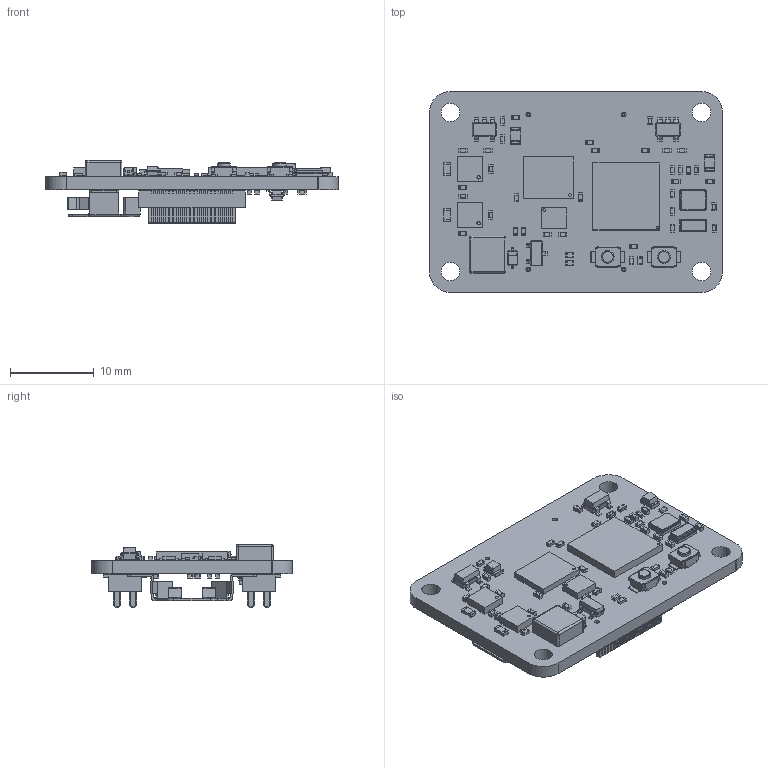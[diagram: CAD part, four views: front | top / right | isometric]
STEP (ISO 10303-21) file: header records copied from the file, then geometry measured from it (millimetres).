
FILE_DESCRIPTION(('KiCad electronic assembly'),'2;1');
FILE_NAME('Pivot_Core_3D.step','2025-09-01T13:14:20',('Pcbnew'),('Kicad' ),'Open CASCADE STEP processor 7.7','KiCad to STEP converter', 'Unknown');
FILE_SCHEMA(('AUTOMOTIVE_DESIGN { 1 0 10303 214 1 1 1 1 }'));
Length unit declared in the file: millimetre
Products named in the file (36): Pivot_Core_3D 1; C_0402_1005Metric; R_0402_1005Metric; Crystal_SMD_3215-2Pin_3.2x1.5mm; TFBGA-100_8x8mm_Layout10x10_P0.8mm; TFBGA_100_8x8mm_Layout10x10_P08mm; SOT-23; SOT_23; WSON-8-1EP_6x5mm_P1.27mm_EP3.4x4.3mm; Crystal_SMD_3225-4Pin_3.2x2.5mm; SW_SPST_B3U-1000P; LED_0805_2012Metric; R_0603_1608Metric; SOT-23-5; SOT_23_5; TCAN1051HGVDRBRQ1; DRB8B; D_SOD-323; D_SOD_323; L_Abracon_ASPIAIG-F4020; BMI270; B2B-P0.5-40P-M; B2B-P0.5-40P-M v10; CR927-Clip; CR927-Clip v7; Pivot_Core_PCB
Assembly tree (87 placements, depth 3):
  Pivot_Core_3D 1
    C_0402_1005Metric  x31
      C_0402_1005Metric
    R_0402_1005Metric  x16
      R_0402_1005Metric
    Crystal_SMD_3215-2Pin_3.2x1.5mm
      Crystal_SMD_3215-2Pin_3.2x1.5mm
    TFBGA-100_8x8mm_Layout10x10_P0.8mm
      TFBGA_100_8x8mm_Layout10x10_P08mm
    SOT-23  x2
      SOT_23
    WSON-8-1EP_6x5mm_P1.27mm_EP3.4x4.3mm
      WSON-8-1EP_6x5mm_P1.27mm_EP3.4x4.3mm
    Crystal_SMD_3225-4Pin_3.2x2.5mm
      Crystal_SMD_3225-4Pin_3.2x2.5mm
    SW_SPST_B3U-1000P  x2
      SW_SPST_B3U-1000P
    LED_0805_2012Metric  x2
      LED_0805_2012Metric
    R_0603_1608Metric  x2
      R_0603_1608Metric
    SOT-23-5  x2
      SOT_23_5
    TCAN1051HGVDRBRQ1  x2
      DRB8B
    D_SOD-323
      D_SOD_323
    L_Abracon_ASPIAIG-F4020
      L_Abracon_ASPIAIG-F4020
    BMI270
      BMI270
    B2B-P0.5-40P-M  x2
      B2B-P0.5-40P-M v10
    CR927-Clip
      CR927-Clip v7
    Pivot_Core_PCB
Bounding box: 35 x 24 x 7.56 mm (x, y, z)
Volume: 1772.4 mm3; surface area: 3745.1 mm2
Topology: 346 solids, 346 shells, 4914 faces, 11781 edges, 7589 vertices
Faces by surface type: plane 3611, cylinder 1013, bspline 142, sphere 74, torus 70, cone 4
Full cylindrical faces by diameter (mm): 0.3 x9, 0.35 x1, 0.5 x4, 0.555 x4, 1.5 x4, 2.2 x4
Entity records: 71873 total; most frequent: CARTESIAN_POINT 11718, ORIENTED_EDGE 10418, DIRECTION 10395, EDGE_CURVE 5209, LINE 4229, VECTOR 4229, VERTEX_POINT 3364, AXIS2_PLACEMENT_3D 3083
